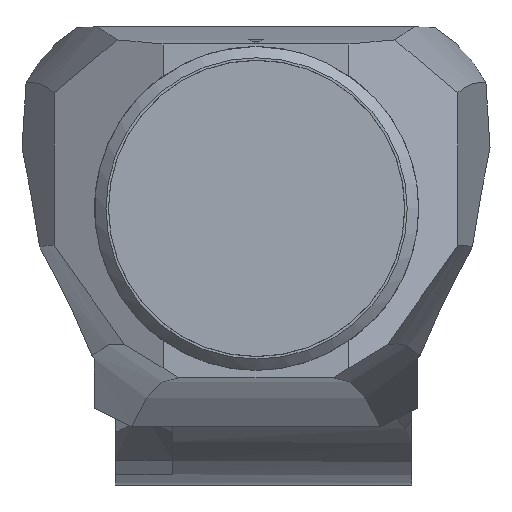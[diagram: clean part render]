
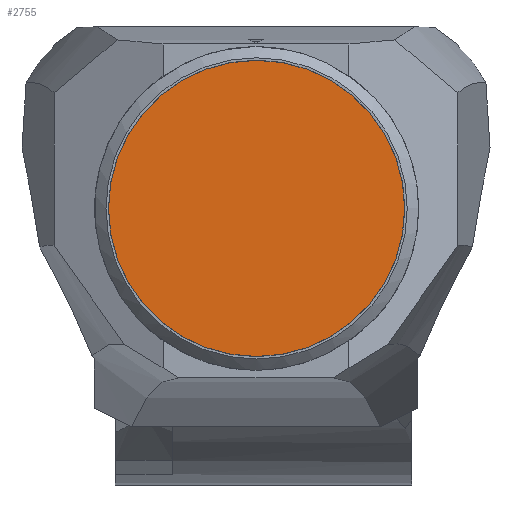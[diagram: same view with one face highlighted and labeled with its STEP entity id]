
A CAD part, front view. The second image highlights one B-rep face of the part: STEP entity #2755.
In plain terms, the highlighted planar face has unit normal (0, -1, 0).
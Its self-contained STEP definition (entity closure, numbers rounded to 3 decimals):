
#290=FACE_OUTER_BOUND('',#436,.T.);
#436=EDGE_LOOP('',(#2002));
#959=CIRCLE('',#2995,39.);
#1176=VERTEX_POINT('',#5178);
#1500=EDGE_CURVE('',#1176,#1176,#959,.T.);
#2002=ORIENTED_EDGE('',*,*,#1500,.F.);
#2661=PLANE('',#2996);
#2755=ADVANCED_FACE('',(#290),#2661,.F.);
#2995=AXIS2_PLACEMENT_3D('',#5180,#3460,#3461);
#2996=AXIS2_PLACEMENT_3D('',#5181,#3462,#3463);
#3460=DIRECTION('center_axis',(0.,1.,0.));
#3461=DIRECTION('ref_axis',(-1.,0.,0.));
#3462=DIRECTION('center_axis',(0.,1.,0.));
#3463=DIRECTION('ref_axis',(-1.,0.,0.));
#5178=CARTESIAN_POINT('',(38.181,-121.908,570.126));
#5180=CARTESIAN_POINT('Origin',(-0.819,-121.908,570.126));
#5181=CARTESIAN_POINT('Origin',(-0.819,-121.908,570.126));
